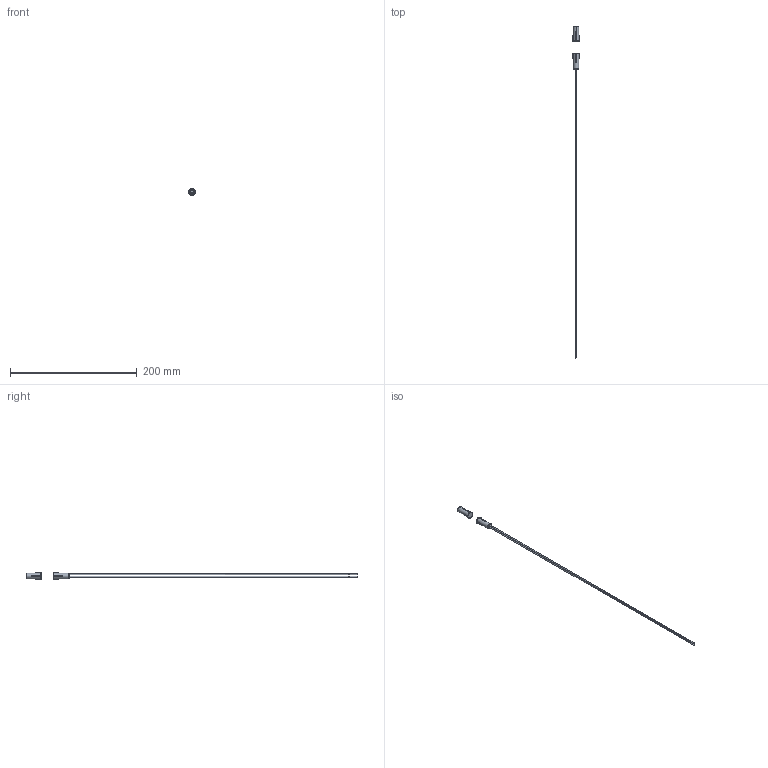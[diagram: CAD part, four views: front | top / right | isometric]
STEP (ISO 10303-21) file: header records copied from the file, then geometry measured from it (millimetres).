
FILE_DESCRIPTION(/* description */ ('','CAx-IF Rec.Pracs.---Representation and Presentation of Product Manufacturing Information (PMI)---4.0---2014-10-13'),/* implementation_level */ '2;1');
FILE_NAME(/* name */ 'MR1000AWA.stp',/* time_stamp */ '2019-01-08T16:36:14-06:00',/* author */ ('mroman'),/* organization */ (''),/* preprocessor_version */ 'ST-DEVELOPER v17',/* originating_system */ 'Autodesk Inventor 2018',/* authorisation */ '');
FILE_SCHEMA (('AP242_MANAGED_MODEL_BASED_3D_ENGINEERING_MIM_LF { 1 0 10303 442 1 1 4 }'));
Length unit declared in the file: millimetre
Products named in the file (1): MR1000AWA
Bounding box: 11 x 524.2 x 11 mm (x, y, z)
Volume: 4642.4 mm3; surface area: 6248 mm2
Topology: 2 solids, 2 shells, 122 faces, 302 edges, 184 vertices
Faces by surface type: plane 91, cylinder 27, cone 2, sphere 1, torus 1
Full cylindrical faces by diameter (mm): 0.8 x2, 1.5 x4, 7 x1
Entity records: 3842 total; most frequent: DIRECTION 693, CARTESIAN_POINT 679, ORIENTED_EDGE 622, EDGE_CURVE 311, AXIS2_PLACEMENT_3D 248, LINE 205, VECTOR 205, VERTEX_POINT 184
